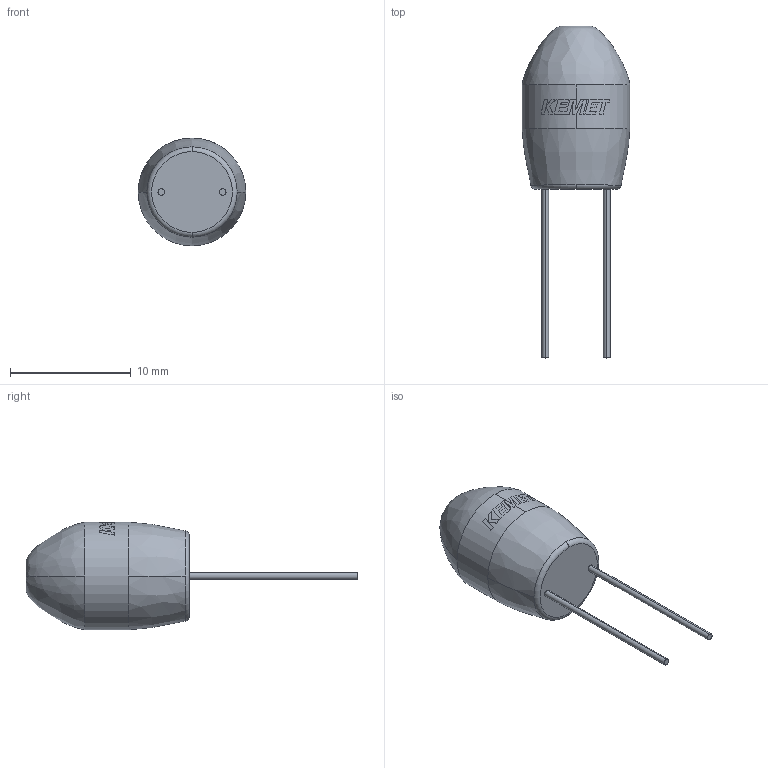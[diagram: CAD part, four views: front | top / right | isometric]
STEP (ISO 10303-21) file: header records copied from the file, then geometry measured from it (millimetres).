
FILE_DESCRIPTION (( 'STEP AP214' ), '1' );
FILE_NAME ('CTR_T350_D8.9H13.5S5.08LL13.96F0.55.STEP', '2017-11-30T21:50:56', ( '' ), ( '' ), 'SwSTEP 2.0', 'SolidWorks 2014', '' );
FILE_SCHEMA (( 'AUTOMOTIVE_DESIGN' ));
Length unit declared in the file: millimetre
Products named in the file (1): CTR_T350_D8.9H13.5S5.08LL13.96F0.55
Bounding box: 8.9 x 27.46 x 8.9 mm (x, y, z)
Volume: 683.1 mm3; surface area: 446.4 mm2
Topology: 1 solids, 1 shells, 73 faces, 201 edges, 134 vertices
Faces by surface type: bspline 35, plane 26, cylinder 10, torus 2
Entity records: 3409 total; most frequent: CARTESIAN_POINT 981, ORIENTED_EDGE 402, DIRECTION 232, EDGE_CURVE 201, VERTEX_POINT 134, B_SPLINE_CURVE_WITH_KNOTS 119, AXIS2_PLACEMENT_3D 111, EDGE_LOOP 77
